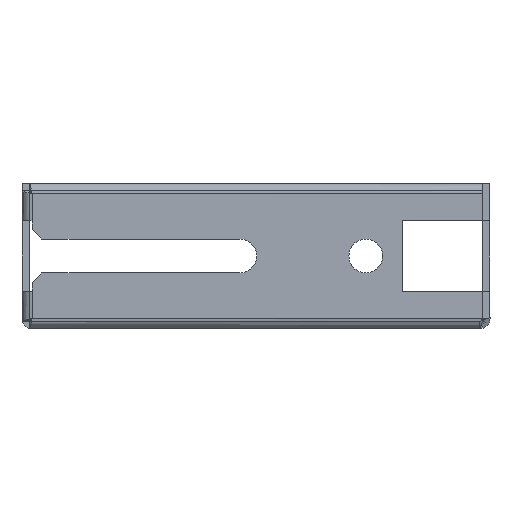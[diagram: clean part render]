
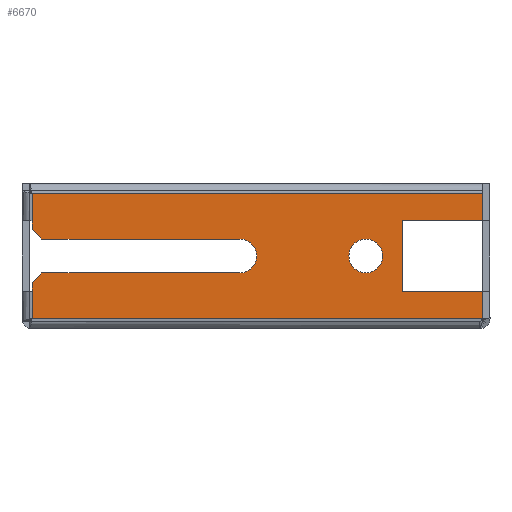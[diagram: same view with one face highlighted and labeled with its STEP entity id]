
A CAD part, left-side view. The second image highlights one B-rep face of the part: STEP entity #6670.
In plain terms, the highlighted planar face has unit normal (-1, 0, 0).
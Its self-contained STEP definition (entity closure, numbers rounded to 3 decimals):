
#36 = ORIENTED_EDGE ( 'NONE', *, *, #4722, .T. ) ;
#271 = VECTOR ( 'NONE', #1250, 1000. ) ;
#504 = VECTOR ( 'NONE', #4194, 1000. ) ;
#550 = VECTOR ( 'NONE', #8505, 1000. ) ;
#612 = DIRECTION ( 'NONE',  ( 0., 0., -1. ) ) ;
#763 = CARTESIAN_POINT ( 'NONE',  ( -449.5, -46.74, 26.4 ) ) ;
#805 = LINE ( 'NONE', #3097, #11134 ) ;
#863 = EDGE_CURVE ( 'NONE', #4508, #6214, #8260, .T. ) ;
#941 = EDGE_LOOP ( 'NONE', ( #11438, #3512 ) ) ;
#955 = EDGE_CURVE ( 'NONE', #4508, #7174, #4361, .T. ) ;
#1058 = CIRCLE ( 'NONE', #12070, 3.5 ) ;
#1108 = LINE ( 'NONE', #5894, #3466 ) ;
#1119 = DIRECTION ( 'NONE',  ( 0., 0., 1. ) ) ;
#1250 = DIRECTION ( 'NONE',  ( 0., -0.707, 0.707 ) ) ;
#1292 = CARTESIAN_POINT ( 'NONE',  ( -449.5, 3.35, 10. ) ) ;
#1294 = EDGE_CURVE ( 'NONE', #2260, #8383, #2924, .T. ) ;
#1319 = VERTEX_POINT ( 'NONE', #7298 ) ;
#1326 = LINE ( 'NONE', #3095, #9631 ) ;
#1389 = ORIENTED_EDGE ( 'NONE', *, *, #5024, .T. ) ;
#1695 = VECTOR ( 'NONE', #3711, 1000. ) ;
#1779 = CARTESIAN_POINT ( 'NONE',  ( -449.5, -46.74, 20.75 ) ) ;
#1854 = VERTEX_POINT ( 'NONE', #10352 ) ;
#1937 = CARTESIAN_POINT ( 'NONE',  ( -449.5, 46.15, 0.6 ) ) ;
#2213 = EDGE_CURVE ( 'NONE', #3075, #8211, #9005, .T. ) ;
#2233 = AXIS2_PLACEMENT_3D ( 'NONE', #10943, #4978, #11965 ) ;
#2260 = VERTEX_POINT ( 'NONE', #9041 ) ;
#2402 = EDGE_CURVE ( 'NONE', #7174, #1854, #4473, .T. ) ;
#2521 = EDGE_CURVE ( 'NONE', #4739, #11589, #5244, .T. ) ;
#2525 = ORIENTED_EDGE ( 'NONE', *, *, #9657, .F. ) ;
#2526 = CARTESIAN_POINT ( 'NONE',  ( -449.5, 44.15, 17. ) ) ;
#2527 = ORIENTED_EDGE ( 'NONE', *, *, #11280, .T. ) ;
#2640 = CARTESIAN_POINT ( 'NONE',  ( -449.5, -46.15, 6.25 ) ) ;
#2647 = CIRCLE ( 'NONE', #7215, 3.5 ) ;
#2682 = LINE ( 'NONE', #12247, #10036 ) ;
#2831 = CARTESIAN_POINT ( 'NONE',  ( -449.5, -46.74, 6.25 ) ) ;
#2924 = LINE ( 'NONE', #10214, #271 ) ;
#2957 = EDGE_CURVE ( 'NONE', #5005, #9552, #6047, .T. ) ;
#3075 = VERTEX_POINT ( 'NONE', #7640 ) ;
#3095 = CARTESIAN_POINT ( 'NONE',  ( -449.5, 46.15, 6.25 ) ) ;
#3097 = CARTESIAN_POINT ( 'NONE',  ( -449.5, -30.15, 20.75 ) ) ;
#3237 = ORIENTED_EDGE ( 'NONE', *, *, #1294, .F. ) ;
#3247 = CARTESIAN_POINT ( 'NONE',  ( -449.5, -46.74, 0.6 ) ) ;
#3427 = DIRECTION ( 'NONE',  ( 0., 1., 0. ) ) ;
#3466 = VECTOR ( 'NONE', #4883, 1000. ) ;
#3474 = CARTESIAN_POINT ( 'NONE',  ( -449.5, 46.75, 27. ) ) ;
#3512 = ORIENTED_EDGE ( 'NONE', *, *, #6487, .T. ) ;
#3606 = CARTESIAN_POINT ( 'NONE',  ( -449.5, 44.15, 10. ) ) ;
#3627 = ORIENTED_EDGE ( 'NONE', *, *, #2521, .F. ) ;
#3664 = ORIENTED_EDGE ( 'NONE', *, *, #8197, .F. ) ;
#3711 = DIRECTION ( 'NONE',  ( 0., 1., 0. ) ) ;
#3858 = ORIENTED_EDGE ( 'NONE', *, *, #2402, .T. ) ;
#4012 = ORIENTED_EDGE ( 'NONE', *, *, #11748, .T. ) ;
#4137 = DIRECTION ( 'NONE',  ( 0., -1., 0. ) ) ;
#4194 = DIRECTION ( 'NONE',  ( 0., 0., 1. ) ) ;
#4269 = CARTESIAN_POINT ( 'NONE',  ( -449.5, 46.15, 26.4 ) ) ;
#4353 = DIRECTION ( 'NONE',  ( 1., 0., 0. ) ) ;
#4361 = LINE ( 'NONE', #7708, #1695 ) ;
#4473 = LINE ( 'NONE', #4269, #6816 ) ;
#4508 = VERTEX_POINT ( 'NONE', #763 ) ;
#4602 = CARTESIAN_POINT ( 'NONE',  ( -449.5, -46.74, 26.4 ) ) ;
#4722 = EDGE_CURVE ( 'NONE', #6044, #6214, #9895, .T. ) ;
#4739 = VERTEX_POINT ( 'NONE', #7159 ) ;
#4862 = ORIENTED_EDGE ( 'NONE', *, *, #5388, .F. ) ;
#4883 = DIRECTION ( 'NONE',  ( 0., 0., -1. ) ) ;
#4978 = DIRECTION ( 'NONE',  ( -1., 0., 0. ) ) ;
#5005 = VERTEX_POINT ( 'NONE', #8593 ) ;
#5024 = EDGE_CURVE ( 'NONE', #9552, #9216, #9108, .T. ) ;
#5230 = CARTESIAN_POINT ( 'NONE',  ( -449.5, -22.65, 13.5 ) ) ;
#5244 = LINE ( 'NONE', #2526, #550 ) ;
#5250 = CARTESIAN_POINT ( 'NONE',  ( -449.5, -30.15, 6.25 ) ) ;
#5259 = DIRECTION ( 'NONE',  ( 0., 1., 0. ) ) ;
#5299 = VECTOR ( 'NONE', #612, 1000. ) ;
#5388 = EDGE_CURVE ( 'NONE', #5005, #12143, #2682, .T. ) ;
#5542 = DIRECTION ( 'NONE',  ( 1., 0., 0. ) ) ;
#5652 = EDGE_LOOP ( 'NONE', ( #7466, #3627, #10949, #7508, #3664, #3237, #2525, #4012, #4862, #12879, #1389, #2527, #36, #6693, #10534, #3858 ) ) ;
#5840 = LINE ( 'NONE', #10173, #504 ) ;
#5894 = CARTESIAN_POINT ( 'NONE',  ( -449.5, 46.15, 26.4 ) ) ;
#6044 = VERTEX_POINT ( 'NONE', #8476 ) ;
#6047 = LINE ( 'NONE', #3247, #11030 ) ;
#6100 = FACE_OUTER_BOUND ( 'NONE', #5652, .T. ) ;
#6214 = VERTEX_POINT ( 'NONE', #1779 ) ;
#6250 = DIRECTION ( 'NONE',  ( 0., 0., -1. ) ) ;
#6297 = AXIS2_PLACEMENT_3D ( 'NONE', #3474, #5542, #12530 ) ;
#6487 = EDGE_CURVE ( 'NONE', #7490, #12262, #2647, .T. ) ;
#6670 = ADVANCED_FACE ( 'NONE', ( #11084, #6100 ), #9514, .F. ) ;
#6693 = ORIENTED_EDGE ( 'NONE', *, *, #863, .F. ) ;
#6816 = VECTOR ( 'NONE', #11257, 1000. ) ;
#7078 = DIRECTION ( 'NONE',  ( 0., 0., 1. ) ) ;
#7145 = LINE ( 'NONE', #1292, #9491 ) ;
#7150 = EDGE_CURVE ( 'NONE', #12262, #7490, #1058, .T. ) ;
#7159 = CARTESIAN_POINT ( 'NONE',  ( -449.5, 44.15, 17. ) ) ;
#7174 = VERTEX_POINT ( 'NONE', #8409 ) ;
#7215 = AXIS2_PLACEMENT_3D ( 'NONE', #5230, #12224, #6250 ) ;
#7248 = VECTOR ( 'NONE', #4137, 1000. ) ;
#7298 = CARTESIAN_POINT ( 'NONE',  ( -449.5, 46.15, 6.25 ) ) ;
#7299 = DIRECTION ( 'NONE',  ( 0., -1., 0. ) ) ;
#7466 = ORIENTED_EDGE ( 'NONE', *, *, #11316, .F. ) ;
#7490 = VERTEX_POINT ( 'NONE', #11890 ) ;
#7508 = ORIENTED_EDGE ( 'NONE', *, *, #2213, .F. ) ;
#7640 = CARTESIAN_POINT ( 'NONE',  ( -449.5, 3.35, 10. ) ) ;
#7708 = CARTESIAN_POINT ( 'NONE',  ( -449.5, -46.15, 26.4 ) ) ;
#8197 = EDGE_CURVE ( 'NONE', #8383, #3075, #7145, .T. ) ;
#8211 = VERTEX_POINT ( 'NONE', #8335 ) ;
#8260 = LINE ( 'NONE', #4602, #5299 ) ;
#8335 = CARTESIAN_POINT ( 'NONE',  ( -449.5, 3.35, 17. ) ) ;
#8383 = VERTEX_POINT ( 'NONE', #3606 ) ;
#8409 = CARTESIAN_POINT ( 'NONE',  ( -449.5, 46.15, 26.4 ) ) ;
#8454 = CARTESIAN_POINT ( 'NONE',  ( -449.5, 3.35, 17. ) ) ;
#8476 = CARTESIAN_POINT ( 'NONE',  ( -449.5, -30.15, 20.75 ) ) ;
#8505 = DIRECTION ( 'NONE',  ( 0., 0.707, 0.707 ) ) ;
#8593 = CARTESIAN_POINT ( 'NONE',  ( -449.5, -46.74, 0.6 ) ) ;
#8635 = DIRECTION ( 'NONE',  ( 0., 1., 0. ) ) ;
#8776 = EDGE_CURVE ( 'NONE', #8211, #4739, #11690, .T. ) ;
#9005 = CIRCLE ( 'NONE', #2233, 3.5 ) ;
#9041 = CARTESIAN_POINT ( 'NONE',  ( -449.5, 46.15, 8. ) ) ;
#9108 = LINE ( 'NONE', #2640, #11772 ) ;
#9118 = CARTESIAN_POINT ( 'NONE',  ( -449.5, -46.15, 20.75 ) ) ;
#9216 = VERTEX_POINT ( 'NONE', #5250 ) ;
#9236 = DIRECTION ( 'NONE',  ( 0., 0., 1. ) ) ;
#9491 = VECTOR ( 'NONE', #7299, 1000. ) ;
#9514 = PLANE ( 'NONE',  #6297 ) ;
#9552 = VERTEX_POINT ( 'NONE', #2831 ) ;
#9631 = VECTOR ( 'NONE', #7078, 1000. ) ;
#9657 = EDGE_CURVE ( 'NONE', #1319, #2260, #1326, .T. ) ;
#9895 = LINE ( 'NONE', #9118, #7248 ) ;
#10036 = VECTOR ( 'NONE', #5259, 1000. ) ;
#10173 = CARTESIAN_POINT ( 'NONE',  ( -449.5, 46.15, 19. ) ) ;
#10214 = CARTESIAN_POINT ( 'NONE',  ( -449.5, 44.15, 10. ) ) ;
#10326 = CARTESIAN_POINT ( 'NONE',  ( -449.5, -22.65, 13.5 ) ) ;
#10352 = CARTESIAN_POINT ( 'NONE',  ( -449.5, 46.15, 20.75 ) ) ;
#10534 = ORIENTED_EDGE ( 'NONE', *, *, #955, .T. ) ;
#10943 = CARTESIAN_POINT ( 'NONE',  ( -449.5, 3.35, 13.5 ) ) ;
#10949 = ORIENTED_EDGE ( 'NONE', *, *, #8776, .F. ) ;
#11030 = VECTOR ( 'NONE', #9236, 1000. ) ;
#11050 = VECTOR ( 'NONE', #3427, 1000. ) ;
#11084 = FACE_BOUND ( 'NONE', #941, .T. ) ;
#11103 = CARTESIAN_POINT ( 'NONE',  ( -449.5, -22.65, 10. ) ) ;
#11134 = VECTOR ( 'NONE', #1119, 1000. ) ;
#11257 = DIRECTION ( 'NONE',  ( 0., 0., -1. ) ) ;
#11280 = EDGE_CURVE ( 'NONE', #9216, #6044, #805, .T. ) ;
#11316 = EDGE_CURVE ( 'NONE', #11589, #1854, #5840, .T. ) ;
#11332 = DIRECTION ( 'NONE',  ( 0., 0., -1. ) ) ;
#11438 = ORIENTED_EDGE ( 'NONE', *, *, #7150, .T. ) ;
#11589 = VERTEX_POINT ( 'NONE', #11619 ) ;
#11619 = CARTESIAN_POINT ( 'NONE',  ( -449.5, 46.15, 19. ) ) ;
#11690 = LINE ( 'NONE', #8454, #11050 ) ;
#11748 = EDGE_CURVE ( 'NONE', #1319, #12143, #1108, .T. ) ;
#11772 = VECTOR ( 'NONE', #8635, 1000. ) ;
#11890 = CARTESIAN_POINT ( 'NONE',  ( -449.5, -22.65, 17. ) ) ;
#11965 = DIRECTION ( 'NONE',  ( 0., 0., -1. ) ) ;
#12070 = AXIS2_PLACEMENT_3D ( 'NONE', #10326, #4353, #11332 ) ;
#12143 = VERTEX_POINT ( 'NONE', #1937 ) ;
#12224 = DIRECTION ( 'NONE',  ( 1., 0., 0. ) ) ;
#12247 = CARTESIAN_POINT ( 'NONE',  ( -449.5, 46.75, 0.6 ) ) ;
#12262 = VERTEX_POINT ( 'NONE', #11103 ) ;
#12530 = DIRECTION ( 'NONE',  ( 0., 0., -1. ) ) ;
#12879 = ORIENTED_EDGE ( 'NONE', *, *, #2957, .T. ) ;
